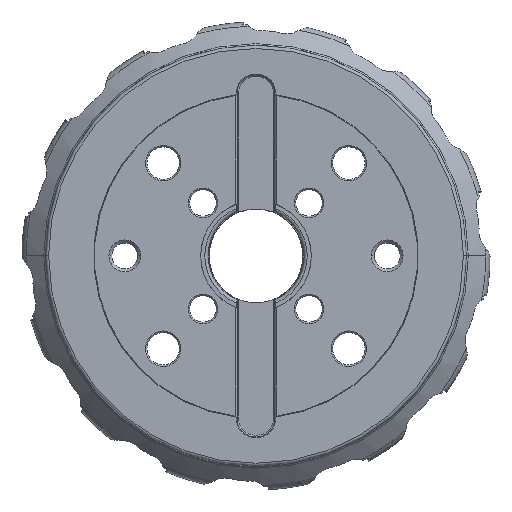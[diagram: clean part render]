
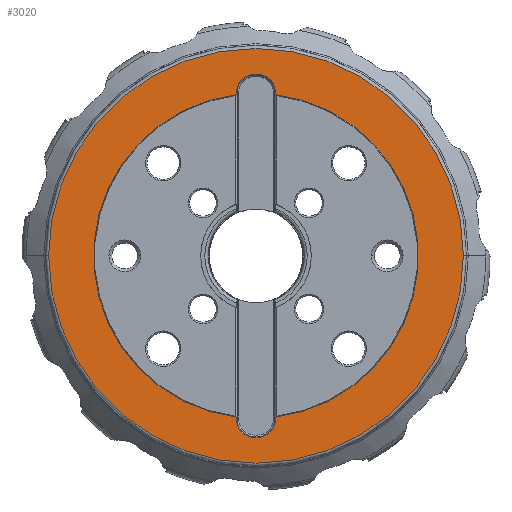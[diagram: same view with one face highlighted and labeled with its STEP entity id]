
A CAD part, top view. The second image highlights one B-rep face of the part: STEP entity #3020.
In plain terms, the highlighted planar face has unit normal (0, 0, 1).
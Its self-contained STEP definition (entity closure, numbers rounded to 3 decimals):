
#869=PLANE('',#37256);
#1156=FACE_BOUND('',#7346,.T.);
#1157=FACE_BOUND('',#7347,.T.);
#3020=ADVANCED_FACE('',(#1156,#1157),#869,.T.);
#7346=EDGE_LOOP('',(#16569,#16570));
#7347=EDGE_LOOP('',(#16571,#16572,#16573,#16574,#16575,#16576,#16577,#16578,
#16579,#16580,#16581,#16582));
#9334=LINE('',#74693,#10818);
#9335=LINE('',#74698,#10819);
#9336=LINE('',#74702,#10820);
#9337=LINE('',#74706,#10821);
#9338=LINE('',#74710,#10822);
#9339=LINE('',#74714,#10823);
#10818=VECTOR('',#42159,1.);
#10819=VECTOR('',#42162,1.);
#10820=VECTOR('',#42165,1.);
#10821=VECTOR('',#42168,1.);
#10822=VECTOR('',#42171,1.);
#10823=VECTOR('',#42174,1.);
#12213=CIRCLE('',#37228,140.5);
#12215=CIRCLE('',#37231,140.5);
#12224=CIRCLE('',#37250,12.5);
#12225=CIRCLE('',#37251,12.5);
#12226=CIRCLE('',#37252,110.);
#12227=CIRCLE('',#37253,12.5);
#12228=CIRCLE('',#37254,12.5);
#12229=CIRCLE('',#37255,110.);
#16569=ORIENTED_EDGE('',*,*,#29421,.F.);
#16570=ORIENTED_EDGE('',*,*,#29423,.F.);
#16571=ORIENTED_EDGE('',*,*,#29442,.F.);
#16572=ORIENTED_EDGE('',*,*,#29443,.F.);
#16573=ORIENTED_EDGE('',*,*,#29444,.T.);
#16574=ORIENTED_EDGE('',*,*,#29445,.F.);
#16575=ORIENTED_EDGE('',*,*,#29446,.F.);
#16576=ORIENTED_EDGE('',*,*,#29447,.F.);
#16577=ORIENTED_EDGE('',*,*,#29448,.F.);
#16578=ORIENTED_EDGE('',*,*,#29449,.F.);
#16579=ORIENTED_EDGE('',*,*,#29450,.T.);
#16580=ORIENTED_EDGE('',*,*,#29451,.F.);
#16581=ORIENTED_EDGE('',*,*,#29452,.F.);
#16582=ORIENTED_EDGE('',*,*,#29453,.F.);
#25341=VERTEX_POINT('',#74484);
#25342=VERTEX_POINT('',#74486);
#25352=VERTEX_POINT('',#74694);
#25353=VERTEX_POINT('',#74695);
#25354=VERTEX_POINT('',#74697);
#25355=VERTEX_POINT('',#74699);
#25356=VERTEX_POINT('',#74701);
#25357=VERTEX_POINT('',#74703);
#25358=VERTEX_POINT('',#74705);
#25359=VERTEX_POINT('',#74707);
#25360=VERTEX_POINT('',#74709);
#25361=VERTEX_POINT('',#74711);
#25362=VERTEX_POINT('',#74713);
#25363=VERTEX_POINT('',#74715);
#29421=EDGE_CURVE('',#25341,#25342,#12213,.T.);
#29423=EDGE_CURVE('',#25342,#25341,#12215,.T.);
#29442=EDGE_CURVE('',#25352,#25353,#9334,.T.);
#29443=EDGE_CURVE('',#25354,#25352,#12224,.T.);
#29444=EDGE_CURVE('',#25354,#25355,#9335,.T.);
#29445=EDGE_CURVE('',#25356,#25355,#12225,.T.);
#29446=EDGE_CURVE('',#25357,#25356,#9336,.T.);
#29447=EDGE_CURVE('',#25358,#25357,#12226,.T.);
#29448=EDGE_CURVE('',#25359,#25358,#9337,.T.);
#29449=EDGE_CURVE('',#25360,#25359,#12227,.T.);
#29450=EDGE_CURVE('',#25360,#25361,#9338,.T.);
#29451=EDGE_CURVE('',#25362,#25361,#12228,.T.);
#29452=EDGE_CURVE('',#25363,#25362,#9339,.T.);
#29453=EDGE_CURVE('',#25353,#25363,#12229,.T.);
#37228=AXIS2_PLACEMENT_3D('',#74485,#42109,#42110);
#37231=AXIS2_PLACEMENT_3D('',#74489,#42115,#42116);
#37250=AXIS2_PLACEMENT_3D('',#74696,#42160,#42161);
#37251=AXIS2_PLACEMENT_3D('',#74700,#42163,#42164);
#37252=AXIS2_PLACEMENT_3D('',#74704,#42166,#42167);
#37253=AXIS2_PLACEMENT_3D('',#74708,#42169,#42170);
#37254=AXIS2_PLACEMENT_3D('',#74712,#42172,#42173);
#37255=AXIS2_PLACEMENT_3D('',#74716,#42175,#42176);
#37256=AXIS2_PLACEMENT_3D('',#74717,#42177,#42178);
#42109=DIRECTION('',(0.,0.,-1.));
#42110=DIRECTION('',(-1.,0.,0.));
#42115=DIRECTION('',(0.,0.,-1.));
#42116=DIRECTION('',(1.,0.,0.));
#42159=DIRECTION('',(0.,1.,0.));
#42160=DIRECTION('',(0.,0.,1.));
#42161=DIRECTION('',(0.,-1.,0.));
#42162=DIRECTION('',(-1.,0.,0.));
#42163=DIRECTION('',(0.,0.,1.));
#42164=DIRECTION('',(-1.,0.,0.));
#42165=DIRECTION('',(0.,-1.,0.));
#42166=DIRECTION('',(0.,0.,1.));
#42167=DIRECTION('',(-0.12,0.993,0.));
#42168=DIRECTION('',(0.,-1.,0.));
#42169=DIRECTION('',(0.,0.,1.));
#42170=DIRECTION('',(0.,1.,0.));
#42171=DIRECTION('',(1.,0.,0.));
#42172=DIRECTION('',(0.,0.,1.));
#42173=DIRECTION('',(1.,0.,0.));
#42174=DIRECTION('',(0.,1.,0.));
#42175=DIRECTION('',(0.,0.,1.));
#42176=DIRECTION('',(0.12,-0.993,0.));
#42177=DIRECTION('',(0.,0.,1.));
#42178=DIRECTION('',(0.,1.,0.));
#74484=CARTESIAN_POINT('',(-140.5,0.,-0.5));
#74485=CARTESIAN_POINT('',(0.,0.,-0.5));
#74486=CARTESIAN_POINT('',(140.5,0.,-0.5));
#74489=CARTESIAN_POINT('',(0.,0.,-0.5));
#74693=CARTESIAN_POINT('',(13.2,-110.5,-0.5));
#74694=CARTESIAN_POINT('',(13.2,-110.5,-0.5));
#74695=CARTESIAN_POINT('',(13.2,-109.205,-0.5));
#74696=CARTESIAN_POINT('',(0.7,-110.5,-0.5));
#74697=CARTESIAN_POINT('',(0.7,-123.,-0.5));
#74698=CARTESIAN_POINT('',(0.7,-123.,-0.5));
#74699=CARTESIAN_POINT('',(-0.7,-123.,-0.5));
#74700=CARTESIAN_POINT('',(-0.7,-110.5,-0.5));
#74701=CARTESIAN_POINT('',(-13.2,-110.5,-0.5));
#74702=CARTESIAN_POINT('',(-13.2,-109.205,-0.5));
#74703=CARTESIAN_POINT('',(-13.2,-109.205,-0.5));
#74704=CARTESIAN_POINT('',(0.,0.,-0.5));
#74705=CARTESIAN_POINT('',(-13.2,109.205,-0.5));
#74706=CARTESIAN_POINT('',(-13.2,110.5,-0.5));
#74707=CARTESIAN_POINT('',(-13.2,110.5,-0.5));
#74708=CARTESIAN_POINT('',(-0.7,110.5,-0.5));
#74709=CARTESIAN_POINT('',(-0.7,123.,-0.5));
#74710=CARTESIAN_POINT('',(-0.7,123.,-0.5));
#74711=CARTESIAN_POINT('',(0.7,123.,-0.5));
#74712=CARTESIAN_POINT('',(0.7,110.5,-0.5));
#74713=CARTESIAN_POINT('',(13.2,110.5,-0.5));
#74714=CARTESIAN_POINT('',(13.2,109.205,-0.5));
#74715=CARTESIAN_POINT('',(13.2,109.205,-0.5));
#74716=CARTESIAN_POINT('',(0.,0.,-0.5));
#74717=CARTESIAN_POINT('',(0.,0.,-0.5));
